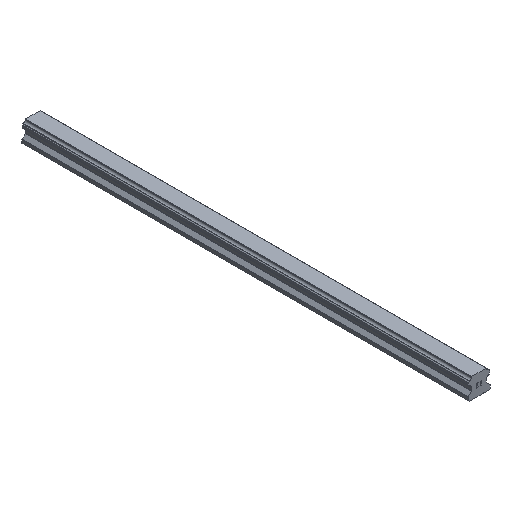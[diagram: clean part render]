
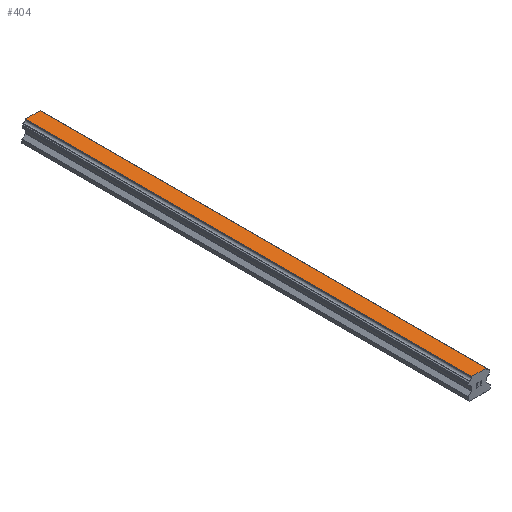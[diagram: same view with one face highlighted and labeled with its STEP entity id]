
A CAD part, isometric view. The second image highlights one B-rep face of the part: STEP entity #404.
In plain terms, the highlighted planar face has unit normal (0, 0, 1).
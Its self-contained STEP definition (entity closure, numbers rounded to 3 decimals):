
#404=ADVANCED_FACE('',(#837),#838,.T.);
#837=FACE_OUTER_BOUND('',#1285,.T.);
#838=PLANE('',#1286);
#1285=EDGE_LOOP('',(#2500,#2501,#2502,#2503));
#1286=AXIS2_PLACEMENT_3D('',#2504,#2505,#2506);
#2500=ORIENTED_EDGE('',*,*,#3073,.T.);
#2501=ORIENTED_EDGE('',*,*,#3178,.F.);
#2502=ORIENTED_EDGE('',*,*,#2937,.T.);
#2503=ORIENTED_EDGE('',*,*,#3176,.T.);
#2504=CARTESIAN_POINT('',(0.,570.0,26.));
#2505=DIRECTION('',(0.0,0.0,1.0));
#2506=DIRECTION('',(-1.0,0.0,0.0));
#2937=EDGE_CURVE('',#3602,#3600,#3603,.T.);
#3073=EDGE_CURVE('',#3829,#3827,#3830,.T.);
#3176=EDGE_CURVE('',#3600,#3829,#3956,.T.);
#3178=EDGE_CURVE('',#3602,#3827,#3958,.T.);
#3600=VERTEX_POINT('',#4536);
#3602=VERTEX_POINT('',#4539);
#3603=LINE('',#4540,#4541);
#3827=VERTEX_POINT('',#4853);
#3829=VERTEX_POINT('',#4856);
#3830=LINE('',#4857,#4858);
#3956=LINE('',#5022,#5023);
#3958=LINE('',#5025,#5026);
#4536=CARTESIAN_POINT('',(-9.342,570.0,26.));
#4539=CARTESIAN_POINT('',(9.342,570.0,26.));
#4540=CARTESIAN_POINT('',(9.342,570.0,26.));
#4541=VECTOR('',#5330,1.0);
#4853=CARTESIAN_POINT('',(9.342,0.0,26.));
#4856=CARTESIAN_POINT('',(-9.342,0.0,26.));
#4857=CARTESIAN_POINT('',(9.342,0.0,26.));
#4858=VECTOR('',#5486,1.0);
#5022=CARTESIAN_POINT('',(-9.342,570.0,26.));
#5023=VECTOR('',#5600,1.0);
#5025=CARTESIAN_POINT('',(9.342,570.0,26.));
#5026=VECTOR('',#5601,1.0);
#5330=DIRECTION('',(-1.0,0.0,0.0));
#5486=DIRECTION('',(1.0,0.0,0.0));
#5600=DIRECTION('',(0.0,-1.0,0.0));
#5601=DIRECTION('',(0.0,-1.0,0.0));
